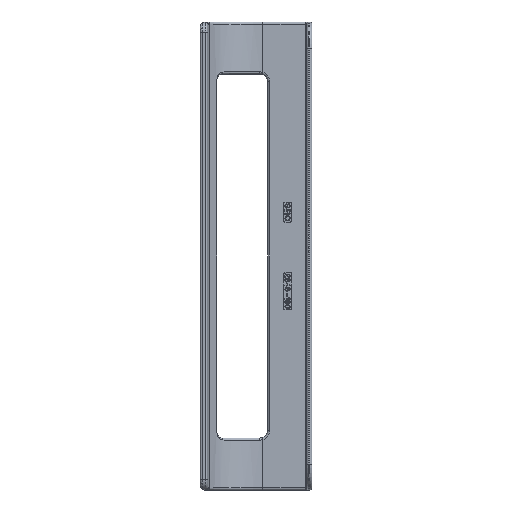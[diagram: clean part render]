
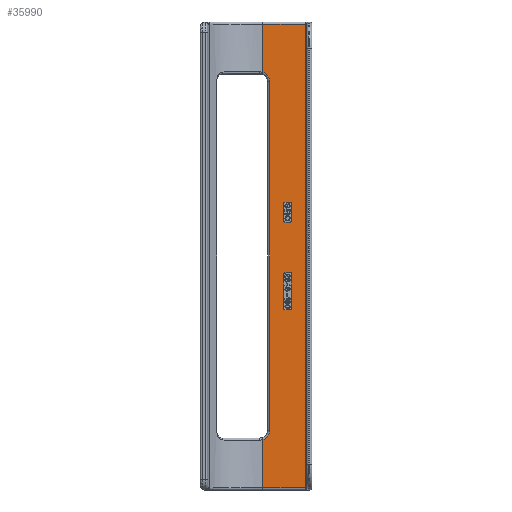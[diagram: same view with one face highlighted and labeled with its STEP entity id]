
A CAD part, front view. The second image highlights one B-rep face of the part: STEP entity #35990.
In plain terms, the highlighted planar face has unit normal (0, -1, 0).
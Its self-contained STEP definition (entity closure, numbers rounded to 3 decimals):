
#3180=CARTESIAN_POINT('',(24.083,18.,-0.8));
#3190=VERTEX_POINT('',#3180);
#3520=CARTESIAN_POINT('',(40.5,18.,-0.8));
#3530=VERTEX_POINT('',#3520);
#3560=CARTESIAN_POINT('',(0.,18.,-0.8));
#3570=DIRECTION('',(-1.,0.,0.));
#3580=VECTOR('',#3570,1.);
#3590=LINE('',#3560,#3580);
#3600=EDGE_CURVE('',#3530,#3190,#3590,.T.);
#14990=CARTESIAN_POINT('',(24.083,18.,-179.2));
#15000=VERTEX_POINT('',#14990);
#16040=CARTESIAN_POINT('',(0.,18.,-179.2));
#16050=DIRECTION('',(-1.,0.,0.));
#16060=VECTOR('',#16050,1.);
#16070=LINE('',#16040,#16060);
#16080=CARTESIAN_POINT('',(40.5,18.,-179.2));
#16090=VERTEX_POINT('',#16080);
#16100=EDGE_CURVE('',#16090,#15000,#16070,.T.);
#32180=CARTESIAN_POINT('',(24.083,18.,0.));
#32190=DIRECTION('',(0.,0.,-1.));
#32200=VECTOR('',#32190,1.);
#32210=LINE('',#32180,#32200);
#32220=CARTESIAN_POINT('',(24.083,18.,-19.358));
#32230=VERTEX_POINT('',#32220);
#32240=EDGE_CURVE('',#3190,#32230,#32210,.T.);
#34080=CARTESIAN_POINT('',(24.083,18.,-160.642));
#34090=VERTEX_POINT('',#34080);
#34120=EDGE_CURVE('',#34090,#15000,#32210,.T.);
#34180=CARTESIAN_POINT('',(41.,18.,0.));
#34190=DIRECTION('',(-0.,1.,0.));
#34200=DIRECTION('',(1.,0.,0.));
#34210=AXIS2_PLACEMENT_3D('',#34180,#34190,#34200);
#34220=PLANE('',#34210);
#34230=ORIENTED_EDGE('',*,*,#16100,.F.);
#34240=ORIENTED_EDGE('',*,*,#34120,.T.);
#34250=CARTESIAN_POINT('',(23.,18.,-157.));
#34260=DIRECTION('',(0.,-1.,0.));
#34270=DIRECTION('',(-1.,0.,0.));
#34280=AXIS2_PLACEMENT_3D('',#34250,#34260,#34270);
#34290=CIRCLE('',#34280,3.8);
#34300=CARTESIAN_POINT('',(26.8,18.,-157.));
#34310=VERTEX_POINT('',#34300);
#34320=EDGE_CURVE('',#34090,#34310,#34290,.T.);
#34330=ORIENTED_EDGE('',*,*,#34320,.F.);
#34340=CARTESIAN_POINT('',(26.8,18.,0.));
#34350=DIRECTION('',(0.,0.,-1.));
#34360=VECTOR('',#34350,1.);
#34370=LINE('',#34340,#34360);
#34380=CARTESIAN_POINT('',(26.8,18.,-23.));
#34390=VERTEX_POINT('',#34380);
#34400=EDGE_CURVE('',#34390,#34310,#34370,.T.);
#34410=ORIENTED_EDGE('',*,*,#34400,.T.);
#34420=CARTESIAN_POINT('',(23.,18.,-23.));
#34430=DIRECTION('',(0.,1.,0.));
#34440=DIRECTION('',(1.,0.,0.));
#34450=AXIS2_PLACEMENT_3D('',#34420,#34430,#34440);
#34460=CIRCLE('',#34450,3.8);
#34470=EDGE_CURVE('',#32230,#34390,#34460,.T.);
#34480=ORIENTED_EDGE('',*,*,#34470,.T.);
#34490=ORIENTED_EDGE('',*,*,#32240,.T.);
#34500=ORIENTED_EDGE('',*,*,#3600,.T.);
#34510=CARTESIAN_POINT('',(40.5,18.,0.));
#34520=DIRECTION('',(0.,0.,-1.));
#34530=VECTOR('',#34520,1.);
#34540=LINE('',#34510,#34530);
#34550=EDGE_CURVE('',#3530,#16090,#34540,.T.);
#34560=ORIENTED_EDGE('',*,*,#34550,.F.);
#34570=EDGE_LOOP('',(#34560,#34500,#34490,#34480,#34410,#34330,#34240,
#34230));
#34580=FACE_OUTER_BOUND('',#34570,.T.);
#34590=CARTESIAN_POINT('',(32.15,18.,0.));
#34600=DIRECTION('',(0.,0.,-1.));
#34610=VECTOR('',#34600,1.);
#34620=LINE('',#34590,#34610);
#34630=CARTESIAN_POINT('',(32.15,18.,-69.87));
#34640=VERTEX_POINT('',#34630);
#34650=CARTESIAN_POINT('',(32.15,18.,-76.47));
#34660=VERTEX_POINT('',#34650);
#34670=EDGE_CURVE('',#34640,#34660,#34620,.T.);
#34680=ORIENTED_EDGE('',*,*,#34670,.F.);
#34690=CARTESIAN_POINT('',(32.65,18.,-76.47));
#34700=DIRECTION('',(0.,-1.,0.));
#34710=DIRECTION('',(0.,0.,-1.));
#34720=AXIS2_PLACEMENT_3D('',#34690,#34700,#34710);
#34730=CIRCLE('',#34720,0.5);
#34740=CARTESIAN_POINT('',(32.65,18.,-76.97));
#34750=VERTEX_POINT('',#34740);
#34760=EDGE_CURVE('',#34660,#34750,#34730,.T.);
#34770=ORIENTED_EDGE('',*,*,#34760,.F.);
#34780=CARTESIAN_POINT('',(0.,18.,-76.97));
#34790=DIRECTION('',(1.,0.,-0.));
#34800=VECTOR('',#34790,1.);
#34810=LINE('',#34780,#34800);
#34820=CARTESIAN_POINT('',(34.65,18.,-76.97));
#34830=VERTEX_POINT('',#34820);
#34840=EDGE_CURVE('',#34750,#34830,#34810,.T.);
#34850=ORIENTED_EDGE('',*,*,#34840,.F.);
#34860=CARTESIAN_POINT('',(34.65,18.,-76.47));
#34870=DIRECTION('',(0.,-1.,0.));
#34880=DIRECTION('',(0.,0.,-1.));
#34890=AXIS2_PLACEMENT_3D('',#34860,#34870,#34880);
#34900=CIRCLE('',#34890,0.5);
#34910=CARTESIAN_POINT('',(35.15,18.,-76.47));
#34920=VERTEX_POINT('',#34910);
#34930=EDGE_CURVE('',#34830,#34920,#34900,.T.);
#34940=ORIENTED_EDGE('',*,*,#34930,.F.);
#34950=CARTESIAN_POINT('',(35.15,18.,0.));
#34960=DIRECTION('',(0.,0.,1.));
#34970=VECTOR('',#34960,1.);
#34980=LINE('',#34950,#34970);
#34990=CARTESIAN_POINT('',(35.15,18.,-69.87));
#35000=VERTEX_POINT('',#34990);
#35010=EDGE_CURVE('',#34920,#35000,#34980,.T.);
#35020=ORIENTED_EDGE('',*,*,#35010,.F.);
#35030=CARTESIAN_POINT('',(34.65,18.,-69.87));
#35040=DIRECTION('',(0.,-1.,0.));
#35050=DIRECTION('',(0.,0.,-1.));
#35060=AXIS2_PLACEMENT_3D('',#35030,#35040,#35050);
#35070=CIRCLE('',#35060,0.5);
#35080=CARTESIAN_POINT('',(34.65,18.,-69.37));
#35090=VERTEX_POINT('',#35080);
#35100=EDGE_CURVE('',#35000,#35090,#35070,.T.);
#35110=ORIENTED_EDGE('',*,*,#35100,.F.);
#35120=CARTESIAN_POINT('',(0.,18.,-69.37));
#35130=DIRECTION('',(-1.,-0.,0.));
#35140=VECTOR('',#35130,1.);
#35150=LINE('',#35120,#35140);
#35160=CARTESIAN_POINT('',(32.65,18.,-69.37));
#35170=VERTEX_POINT('',#35160);
#35180=EDGE_CURVE('',#35090,#35170,#35150,.T.);
#35190=ORIENTED_EDGE('',*,*,#35180,.F.);
#35200=CARTESIAN_POINT('',(32.65,18.,-69.87));
#35210=DIRECTION('',(0.,-1.,0.));
#35220=DIRECTION('',(0.,0.,-1.));
#35230=AXIS2_PLACEMENT_3D('',#35200,#35210,#35220);
#35240=CIRCLE('',#35230,0.5);
#35250=EDGE_CURVE('',#35170,#34640,#35240,.T.);
#35260=ORIENTED_EDGE('',*,*,#35250,.F.);
#35270=EDGE_LOOP('',(#35260,#35190,#35110,#35020,#34940,#34850,#34770,
#34680));
#35280=FACE_BOUND('',#35270,.T.);
#35290=CARTESIAN_POINT('',(35.15,18.,0.));
#35300=DIRECTION('',(0.,0.,1.));
#35310=VECTOR('',#35300,1.);
#35320=LINE('',#35290,#35310);
#35330=CARTESIAN_POINT('',(35.15,18.,-110.145));
#35340=VERTEX_POINT('',#35330);
#35350=CARTESIAN_POINT('',(35.15,18.,-96.87));
#35360=VERTEX_POINT('',#35350);
#35370=EDGE_CURVE('',#35340,#35360,#35320,.T.);
#35380=ORIENTED_EDGE('',*,*,#35370,.F.);
#35390=CARTESIAN_POINT('',(34.65,18.,-96.87));
#35400=DIRECTION('',(0.,-1.,0.));
#35410=DIRECTION('',(0.,0.,-1.));
#35420=AXIS2_PLACEMENT_3D('',#35390,#35400,#35410);
#35430=CIRCLE('',#35420,0.5);
#35440=CARTESIAN_POINT('',(34.65,18.,-96.37));
#35450=VERTEX_POINT('',#35440);
#35460=EDGE_CURVE('',#35360,#35450,#35430,.T.);
#35470=ORIENTED_EDGE('',*,*,#35460,.F.);
#35480=CARTESIAN_POINT('',(0.,18.,-96.37));
#35490=DIRECTION('',(-1.,0.,-0.));
#35500=VECTOR('',#35490,1.);
#35510=LINE('',#35480,#35500);
#35520=CARTESIAN_POINT('',(32.65,18.,-96.37));
#35530=VERTEX_POINT('',#35520);
#35540=EDGE_CURVE('',#35450,#35530,#35510,.T.);
#35550=ORIENTED_EDGE('',*,*,#35540,.F.);
#35560=CARTESIAN_POINT('',(32.65,18.,-96.87));
#35570=DIRECTION('',(0.,-1.,0.));
#35580=DIRECTION('',(0.,0.,-1.));
#35590=AXIS2_PLACEMENT_3D('',#35560,#35570,#35580);
#35600=CIRCLE('',#35590,0.5);
#35610=CARTESIAN_POINT('',(32.15,18.,-96.87));
#35620=VERTEX_POINT('',#35610);
#35630=EDGE_CURVE('',#35530,#35620,#35600,.T.);
#35640=ORIENTED_EDGE('',*,*,#35630,.F.);
#35650=CARTESIAN_POINT('',(32.15,18.,0.));
#35660=DIRECTION('',(0.,0.,-1.));
#35670=VECTOR('',#35660,1.);
#35680=LINE('',#35650,#35670);
#35690=CARTESIAN_POINT('',(32.15,18.,-110.145));
#35700=VERTEX_POINT('',#35690);
#35710=EDGE_CURVE('',#35620,#35700,#35680,.T.);
#35720=ORIENTED_EDGE('',*,*,#35710,.F.);
#35730=CARTESIAN_POINT('',(32.65,18.,-110.145));
#35740=DIRECTION('',(0.,-1.,0.));
#35750=DIRECTION('',(0.,0.,-1.));
#35760=AXIS2_PLACEMENT_3D('',#35730,#35740,#35750);
#35770=CIRCLE('',#35760,0.5);
#35780=CARTESIAN_POINT('',(32.65,18.,-110.645));
#35790=VERTEX_POINT('',#35780);
#35800=EDGE_CURVE('',#35700,#35790,#35770,.T.);
#35810=ORIENTED_EDGE('',*,*,#35800,.F.);
#35820=CARTESIAN_POINT('',(0.,18.,-110.645));
#35830=DIRECTION('',(1.,0.,-0.));
#35840=VECTOR('',#35830,1.);
#35850=LINE('',#35820,#35840);
#35860=CARTESIAN_POINT('',(34.65,18.,-110.645));
#35870=VERTEX_POINT('',#35860);
#35880=EDGE_CURVE('',#35790,#35870,#35850,.T.);
#35890=ORIENTED_EDGE('',*,*,#35880,.F.);
#35900=CARTESIAN_POINT('',(34.65,18.,-110.145));
#35910=DIRECTION('',(0.,-1.,0.));
#35920=DIRECTION('',(0.,0.,-1.));
#35930=AXIS2_PLACEMENT_3D('',#35900,#35910,#35920);
#35940=CIRCLE('',#35930,0.5);
#35950=EDGE_CURVE('',#35870,#35340,#35940,.T.);
#35960=ORIENTED_EDGE('',*,*,#35950,.F.);
#35970=EDGE_LOOP('',(#35960,#35890,#35810,#35720,#35640,#35550,#35470,
#35380));
#35980=FACE_BOUND('',#35970,.T.);
#35990=ADVANCED_FACE('',(#34580,#35280,#35980),#34220,.F.);
